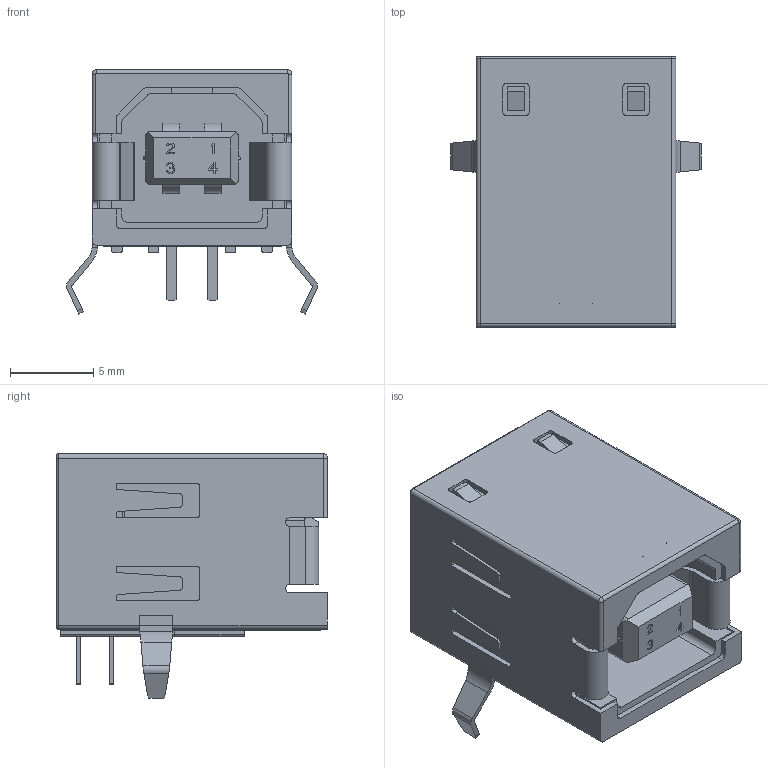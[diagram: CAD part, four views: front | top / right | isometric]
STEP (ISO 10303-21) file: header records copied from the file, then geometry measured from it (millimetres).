
FILE_DESCRIPTION(/* description */ (''),/* implementation_level */ '2;1');
FILE_NAME(/* name */ '2.stp',/* time_stamp */ '2020-05-22T20:56:06+02:00',/* author */ ('k'),/* organization */ (''),/* preprocessor_version */ 'ST-DEVELOPER v15.6',/* originating_system */ 'Autodesk Inventor 2015',/* authorisation */ '');
FILE_SCHEMA (('AUTOMOTIVE_DESIGN { 1 0 10303 214 3 1 1 }'));
Length unit declared in the file: millimetre
Products named in the file (13): 1; 2; 3; 4; 5; 8; 9; 10; c-292304-1-b-3d; 1_MIR; Mill-Max Logo
Bounding box: 15.12 x 16.3 x 14.71 mm (x, y, z)
Volume: 1352.1 mm3; surface area: 3355.2 mm2
Topology: 22 solids, 22 shells, 669 faces, 1833 edges, 1215 vertices
Faces by surface type: plane 555, cylinder 108, torus 4, bspline 2
Entity records: 21329 total; most frequent: CARTESIAN_POINT 3777, ORIENTED_EDGE 3666, DIRECTION 3446, EDGE_CURVE 1833, LINE 1600, VECTOR 1600, VERTEX_POINT 1215, AXIS2_PLACEMENT_3D 923
